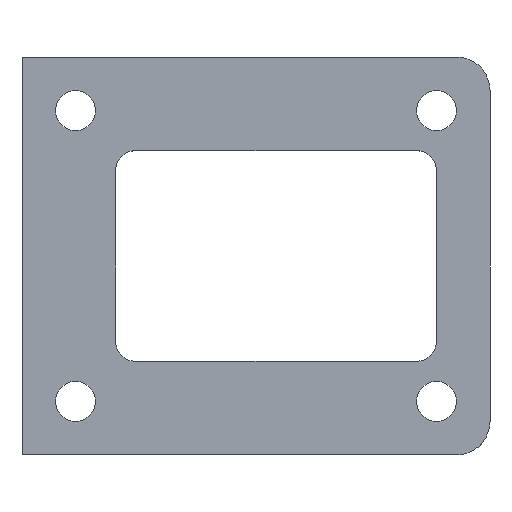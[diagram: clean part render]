
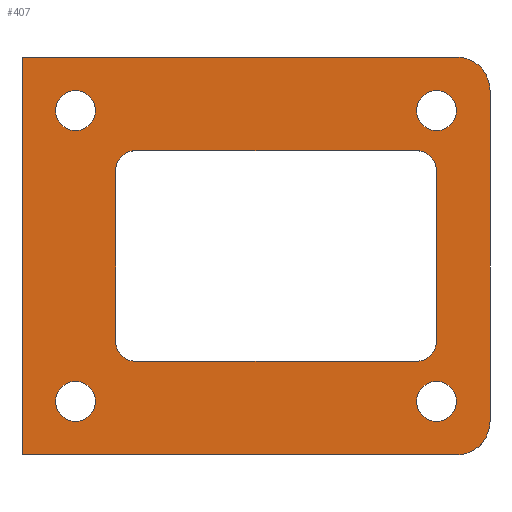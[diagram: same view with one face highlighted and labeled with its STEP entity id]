
A CAD part, top view. The second image highlights one B-rep face of the part: STEP entity #407.
In plain terms, the highlighted planar face has unit normal (0, 0, 1).
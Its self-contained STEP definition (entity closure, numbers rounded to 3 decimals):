
#23=FACE_BOUND('',#102,.T.);
#24=FACE_BOUND('',#103,.T.);
#25=FACE_BOUND('',#104,.T.);
#26=FACE_BOUND('',#105,.T.);
#27=FACE_BOUND('',#106,.T.);
#34=CIRCLE('',#428,3.);
#36=CIRCLE('',#432,3.);
#38=CIRCLE('',#436,3.);
#40=CIRCLE('',#440,3.);
#41=CIRCLE('',#442,3.);
#43=CIRCLE('',#445,3.);
#45=CIRCLE('',#448,3.);
#47=CIRCLE('',#451,3.);
#50=CIRCLE('',#457,5.);
#52=CIRCLE('',#461,5.);
#81=FACE_OUTER_BOUND('',#101,.T.);
#101=EDGE_LOOP('',(#343,#344,#345,#346,#347,#348));
#102=EDGE_LOOP('',(#349));
#103=EDGE_LOOP('',(#350));
#104=EDGE_LOOP('',(#351));
#105=EDGE_LOOP('',(#352));
#106=EDGE_LOOP('',(#353,#354,#355,#356,#357,#358,#359,#360));
#115=LINE('',#601,#149);
#119=LINE('',#613,#153);
#123=LINE('',#625,#157);
#127=LINE('',#637,#161);
#135=LINE('',#673,#169);
#138=LINE('',#679,#172);
#142=LINE('',#691,#176);
#146=LINE('',#701,#180);
#149=VECTOR('',#477,10.);
#153=VECTOR('',#489,10.);
#157=VECTOR('',#501,10.);
#161=VECTOR('',#513,10.);
#169=VECTOR('',#553,10.);
#172=VECTOR('',#558,10.);
#176=VECTOR('',#570,10.);
#180=VECTOR('',#582,10.);
#183=VERTEX_POINT('',#598);
#184=VERTEX_POINT('',#600);
#186=VERTEX_POINT('',#606);
#188=VERTEX_POINT('',#612);
#190=VERTEX_POINT('',#618);
#192=VERTEX_POINT('',#624);
#194=VERTEX_POINT('',#630);
#196=VERTEX_POINT('',#636);
#197=VERTEX_POINT('',#643);
#199=VERTEX_POINT('',#649);
#201=VERTEX_POINT('',#655);
#203=VERTEX_POINT('',#661);
#207=VERTEX_POINT('',#670);
#208=VERTEX_POINT('',#672);
#210=VERTEX_POINT('',#678);
#212=VERTEX_POINT('',#684);
#214=VERTEX_POINT('',#690);
#216=VERTEX_POINT('',#696);
#219=EDGE_CURVE('',#184,#183,#115,.T.);
#222=EDGE_CURVE('',#186,#184,#34,.T.);
#225=EDGE_CURVE('',#188,#186,#119,.T.);
#228=EDGE_CURVE('',#190,#188,#36,.T.);
#231=EDGE_CURVE('',#192,#190,#123,.T.);
#234=EDGE_CURVE('',#194,#192,#38,.T.);
#237=EDGE_CURVE('',#196,#194,#127,.T.);
#240=EDGE_CURVE('',#183,#196,#40,.T.);
#241=EDGE_CURVE('',#197,#197,#41,.T.);
#244=EDGE_CURVE('',#199,#199,#43,.T.);
#247=EDGE_CURVE('',#201,#201,#45,.T.);
#250=EDGE_CURVE('',#203,#203,#47,.T.);
#255=EDGE_CURVE('',#208,#207,#135,.T.);
#258=EDGE_CURVE('',#210,#208,#138,.T.);
#261=EDGE_CURVE('',#212,#210,#50,.T.);
#264=EDGE_CURVE('',#214,#212,#142,.T.);
#267=EDGE_CURVE('',#216,#214,#52,.T.);
#270=EDGE_CURVE('',#207,#216,#146,.T.);
#343=ORIENTED_EDGE('',*,*,#270,.T.);
#344=ORIENTED_EDGE('',*,*,#267,.T.);
#345=ORIENTED_EDGE('',*,*,#264,.T.);
#346=ORIENTED_EDGE('',*,*,#261,.T.);
#347=ORIENTED_EDGE('',*,*,#258,.T.);
#348=ORIENTED_EDGE('',*,*,#255,.T.);
#349=ORIENTED_EDGE('',*,*,#250,.T.);
#350=ORIENTED_EDGE('',*,*,#247,.T.);
#351=ORIENTED_EDGE('',*,*,#244,.T.);
#352=ORIENTED_EDGE('',*,*,#241,.T.);
#353=ORIENTED_EDGE('',*,*,#240,.T.);
#354=ORIENTED_EDGE('',*,*,#237,.T.);
#355=ORIENTED_EDGE('',*,*,#234,.T.);
#356=ORIENTED_EDGE('',*,*,#231,.T.);
#357=ORIENTED_EDGE('',*,*,#228,.T.);
#358=ORIENTED_EDGE('',*,*,#225,.T.);
#359=ORIENTED_EDGE('',*,*,#222,.T.);
#360=ORIENTED_EDGE('',*,*,#219,.T.);
#387=PLANE('',#463);
#407=ADVANCED_FACE('',(#81,#23,#24,#25,#26,#27),#387,.T.);
#428=AXIS2_PLACEMENT_3D('',#607,#483,#484);
#432=AXIS2_PLACEMENT_3D('',#619,#495,#496);
#436=AXIS2_PLACEMENT_3D('',#631,#507,#508);
#440=AXIS2_PLACEMENT_3D('',#641,#519,#520);
#442=AXIS2_PLACEMENT_3D('',#644,#523,#524);
#445=AXIS2_PLACEMENT_3D('',#650,#530,#531);
#448=AXIS2_PLACEMENT_3D('',#656,#537,#538);
#451=AXIS2_PLACEMENT_3D('',#662,#544,#545);
#457=AXIS2_PLACEMENT_3D('',#685,#564,#565);
#461=AXIS2_PLACEMENT_3D('',#697,#576,#577);
#463=AXIS2_PLACEMENT_3D('',#702,#583,#584);
#477=DIRECTION('',(1.,0.,0.));
#483=DIRECTION('center_axis',(0.,0.,
-1.));
#484=DIRECTION('ref_axis',(0.,1.,0.));
#489=DIRECTION('',(0.,1.,0.));
#495=DIRECTION('center_axis',(0.,0.,
-1.));
#496=DIRECTION('ref_axis',(-1.,0.,0.));
#501=DIRECTION('',(-1.,0.,0.));
#507=DIRECTION('center_axis',(0.,0.,
-1.));
#508=DIRECTION('ref_axis',(0.,-1.,0.));
#513=DIRECTION('',(0.,-1.,0.));
#519=DIRECTION('center_axis',(0.,0.,
-1.));
#520=DIRECTION('ref_axis',(1.,0.,0.));
#523=DIRECTION('center_axis',(0.,0.,
-1.));
#524=DIRECTION('ref_axis',(-1.,0.,0.));
#530=DIRECTION('center_axis',(0.,0.,
-1.));
#531=DIRECTION('ref_axis',(-1.,0.,0.));
#537=DIRECTION('center_axis',(0.,0.,
-1.));
#538=DIRECTION('ref_axis',(-1.,0.,0.));
#544=DIRECTION('center_axis',(0.,0.,
-1.));
#545=DIRECTION('ref_axis',(-1.,0.,0.));
#553=DIRECTION('',(0.,-1.,0.));
#558=DIRECTION('',(-1.,0.,0.));
#564=DIRECTION('center_axis',(0.,0.,
1.));
#565=DIRECTION('ref_axis',(1.,0.,0.));
#570=DIRECTION('',(0.,1.,0.));
#576=DIRECTION('center_axis',(0.,0.,
1.));
#577=DIRECTION('ref_axis',(0.,-1.,0.));
#582=DIRECTION('',(1.,0.,0.));
#583=DIRECTION('center_axis',(0.,0.,
1.));
#584=DIRECTION('ref_axis',(-1.,0.,0.));
#598=CARTESIAN_POINT('',(-69.864,14.63,242.289));
#600=CARTESIAN_POINT('',(-111.864,14.63,242.289));
#601=CARTESIAN_POINT('',(-111.864,14.63,242.289));
#606=CARTESIAN_POINT('',(-114.864,11.63,242.289));
#607=CARTESIAN_POINT('Origin',(-111.864,11.63,242.289));
#612=CARTESIAN_POINT('',(-114.864,-13.871,242.289));
#613=CARTESIAN_POINT('',(-114.864,-13.871,242.289));
#618=CARTESIAN_POINT('',(-111.864,-16.871,242.289));
#619=CARTESIAN_POINT('Origin',(-111.864,-13.871,242.289));
#624=CARTESIAN_POINT('',(-69.864,-16.871,242.289));
#625=CARTESIAN_POINT('',(-69.864,-16.871,242.289));
#630=CARTESIAN_POINT('',(-66.864,-13.871,242.289));
#631=CARTESIAN_POINT('Origin',(-69.864,-13.871,242.289));
#636=CARTESIAN_POINT('',(-66.864,11.63,242.289));
#637=CARTESIAN_POINT('',(-66.864,11.63,242.289));
#641=CARTESIAN_POINT('Origin',(-69.864,11.63,242.289));
#643=CARTESIAN_POINT('',(-117.864,20.63,242.289));
#644=CARTESIAN_POINT('Origin',(-120.864,20.63,242.289));
#649=CARTESIAN_POINT('',(-63.864,-22.871,242.289));
#650=CARTESIAN_POINT('Origin',(-66.864,-22.871,242.289));
#655=CARTESIAN_POINT('',(-63.864,20.63,242.289));
#656=CARTESIAN_POINT('Origin',(-66.864,20.63,242.289));
#661=CARTESIAN_POINT('',(-117.864,-22.871,242.289));
#662=CARTESIAN_POINT('Origin',(-120.864,-22.871,242.289));
#670=CARTESIAN_POINT('',(-128.864,-30.871,242.289));
#672=CARTESIAN_POINT('',(-128.864,28.63,242.289));
#673=CARTESIAN_POINT('',(-128.864,28.63,242.289));
#678=CARTESIAN_POINT('',(-63.864,28.63,242.289));
#679=CARTESIAN_POINT('',(-63.864,28.63,242.289));
#684=CARTESIAN_POINT('',(-58.864,23.63,242.289));
#685=CARTESIAN_POINT('Origin',(-63.864,23.63,242.289));
#690=CARTESIAN_POINT('',(-58.864,-25.871,242.289));
#691=CARTESIAN_POINT('',(-58.864,-25.871,242.289));
#696=CARTESIAN_POINT('',(-63.864,-30.871,242.289));
#697=CARTESIAN_POINT('Origin',(-63.864,-25.871,242.289));
#701=CARTESIAN_POINT('',(-128.864,-30.871,242.289));
#702=CARTESIAN_POINT('Origin',(-93.864,-1.12,242.289));
